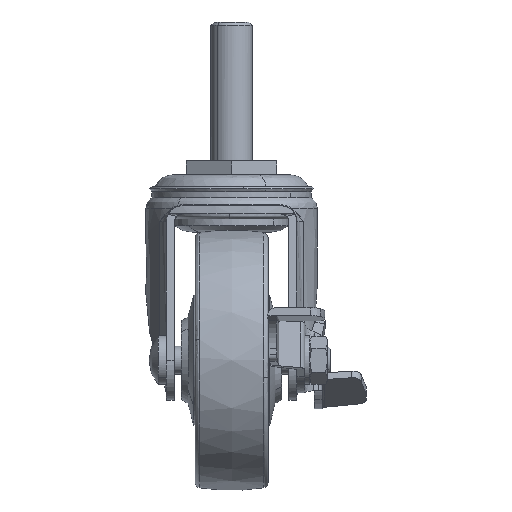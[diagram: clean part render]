
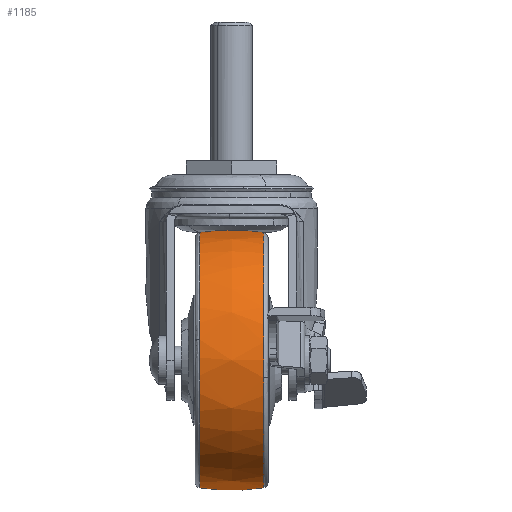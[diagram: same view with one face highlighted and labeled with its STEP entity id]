
A CAD part, left-side view. The second image highlights one B-rep face of the part: STEP entity #1185.
In plain terms, the highlighted free-form (B-spline) face has degree [2, 2] with [5, 5] control points.
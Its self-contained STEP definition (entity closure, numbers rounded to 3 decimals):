
#888=CARTESIAN_POINT('',(-61.435,-9.231,-58.569));
#889=VERTEX_POINT('',#888);
#900=CARTESIAN_POINT('',(-25.0,-9.231,-90.286));
#901=VERTEX_POINT('',#900);
#902=CARTESIAN_POINT('',(-61.435,-9.231,-58.569));
#903=CARTESIAN_POINT('',(-61.123,-9.231,-60.812));
#904=CARTESIAN_POINT('',(-60.304,-9.231,-64.3));
#905=CARTESIAN_POINT('',(-58.285,-9.231,-69.413));
#906=CARTESIAN_POINT('',(-55.609,-9.231,-74.225));
#907=CARTESIAN_POINT('',(-52.15,-9.231,-78.518));
#908=CARTESIAN_POINT('',(-48.167,-9.231,-82.206));
#909=CARTESIAN_POINT('',(-44.242,-9.231,-84.999));
#910=CARTESIAN_POINT('',(-40.146,-9.231,-87.109));
#911=CARTESIAN_POINT('',(-36.102,-9.231,-88.648));
#912=CARTESIAN_POINT('',(-31.244,-9.231,-89.912));
#913=CARTESIAN_POINT('',(-27.333,-9.231,-90.286));
#914=CARTESIAN_POINT('',(-25.0,-9.231,-90.286));
#915=B_SPLINE_CURVE_WITH_KNOTS('',3,(#902,#903,#904,#905,#906,#907,#908,#909,#910,#911,#912,#913,#914),.UNSPECIFIED.,.F.,.U.,(4,1,1,1,1,1,1,1,1,1,4),(0.,6.793,10.704,16.468,23.261,27.172,32.73,37.671,40.964,45.699,52.698),.UNSPECIFIED.);
#916=EDGE_CURVE('',#889,#901,#915,.T.);
#978=CARTESIAN_POINT('',(-25.0,-9.231,-16.714));
#979=VERTEX_POINT('',#978);
#997=CARTESIAN_POINT('',(-25.0,-9.231,-16.714));
#998=CARTESIAN_POINT('',(-27.456,-9.231,-16.714));
#999=CARTESIAN_POINT('',(-31.549,-9.231,-17.126));
#1000=CARTESIAN_POINT('',(-36.534,-9.231,-18.49));
#1001=CARTESIAN_POINT('',(-40.648,-9.231,-20.119));
#1002=CARTESIAN_POINT('',(-44.484,-9.231,-22.169));
#1003=CARTESIAN_POINT('',(-48.743,-9.231,-25.237));
#1004=CARTESIAN_POINT('',(-52.584,-9.231,-28.944));
#1005=CARTESIAN_POINT('',(-56.009,-9.231,-33.454));
#1006=CARTESIAN_POINT('',(-58.84,-9.231,-38.644));
#1007=CARTESIAN_POINT('',(-60.61,-9.231,-43.772));
#1008=CARTESIAN_POINT('',(-61.657,-9.231,-49.247));
#1009=CARTESIAN_POINT('',(-61.9,-9.231,-53.923));
#1010=CARTESIAN_POINT('',(-61.615,-9.231,-57.272));
#1011=CARTESIAN_POINT('',(-61.435,-9.231,-58.569));
#1012=B_SPLINE_CURVE_WITH_KNOTS('',3,(#997,#998,#999,#1000,#1001,#1002,#1003,#1004,#1005,#1006,#1007,#1008,#1009,#1010,#1011),.UNSPECIFIED.,.F.,.U.,(4,1,1,1,1,1,1,1,1,1,1,1,4),(0.,7.367,12.279,15.471,20.629,25.294,31.188,36.591,42.239,48.87,52.799,58.939,62.868),.UNSPECIFIED.);
#1013=EDGE_CURVE('',#979,#889,#1012,.T.);
#1052=CARTESIAN_POINT('',(-25.0,9.231,-90.286));
#1053=VERTEX_POINT('',#1052);
#1054=CARTESIAN_POINT('',(-25.0,-9.231,-90.286));
#1055=CARTESIAN_POINT('',(-25.0,-6.274,-90.746));
#1056=CARTESIAN_POINT('',(-25.,-0.098,-91.239));
#1057=CARTESIAN_POINT('',(-25.,6.083,-90.776));
#1058=CARTESIAN_POINT('',(-25.0,9.231,-90.286));
#1059=B_SPLINE_CURVE_WITH_KNOTS('',3,(#1054,#1055,#1056,#1057,#1058),.UNSPECIFIED.,.F.,.U.,(4,1,4),(0.,8.978,18.535),.UNSPECIFIED.);
#1060=EDGE_CURVE('',#901,#1053,#1059,.T.);
#1079=CARTESIAN_POINT('',(-25.0,9.231,-16.714));
#1080=VERTEX_POINT('',#1079);
#1098=CARTESIAN_POINT('',(-25.0,-9.231,-16.714));
#1099=CARTESIAN_POINT('',(-25.,-6.465,-16.284));
#1100=CARTESIAN_POINT('',(-25.,-0.293,-15.761));
#1101=CARTESIAN_POINT('',(-25.,5.892,-16.194));
#1102=CARTESIAN_POINT('',(-25.0,9.231,-16.714));
#1103=B_SPLINE_CURVE_WITH_KNOTS('',3,(#1098,#1099,#1100,#1101,#1102),.UNSPECIFIED.,.F.,.U.,(4,1,4),(0.,8.399,18.535),.UNSPECIFIED.);
#1104=EDGE_CURVE('',#979,#1080,#1103,.T.);
#1111=CARTESIAN_POINT('',(-25.,-10.164,-16.867));
#1112=CARTESIAN_POINT('',(-25.,-5.119,-16.));
#1113=CARTESIAN_POINT('',(-25.0,0.,-16.));
#1114=CARTESIAN_POINT('',(-25.,5.119,-16.));
#1115=CARTESIAN_POINT('',(-25.,10.164,-16.867));
#1116=CARTESIAN_POINT('',(-61.633,-10.164,-16.867));
#1117=CARTESIAN_POINT('',(-62.5,-5.119,-16.));
#1118=CARTESIAN_POINT('',(-62.5,0.,-16.));
#1119=CARTESIAN_POINT('',(-62.5,5.119,-16.));
#1120=CARTESIAN_POINT('',(-61.633,10.164,-16.867));
#1121=CARTESIAN_POINT('',(-61.633,-10.164,-53.5));
#1122=CARTESIAN_POINT('',(-62.5,-5.119,-53.5));
#1123=CARTESIAN_POINT('',(-62.5,0.,-53.5));
#1124=CARTESIAN_POINT('',(-62.5,5.119,-53.5));
#1125=CARTESIAN_POINT('',(-61.633,10.164,-53.5));
#1126=CARTESIAN_POINT('',(-61.633,-10.164,-90.133));
#1127=CARTESIAN_POINT('',(-62.5,-5.119,-91.));
#1128=CARTESIAN_POINT('',(-62.5,0.,-91.));
#1129=CARTESIAN_POINT('',(-62.5,5.119,-91.));
#1130=CARTESIAN_POINT('',(-61.633,10.164,-90.133));
#1131=CARTESIAN_POINT('',(-25.,-10.164,-90.133));
#1132=CARTESIAN_POINT('',(-25.,-5.119,-91.));
#1133=CARTESIAN_POINT('',(-25.0,0.,-91.));
#1134=CARTESIAN_POINT('',(-25.,5.119,-91.));
#1135=CARTESIAN_POINT('',(-25.,10.164,-90.133));
#1143=(BOUNDED_SURFACE()B_SPLINE_SURFACE(2,2,((#1111,#1116,#1121,#1126,#1131),(#1112,#1117,#1122,#1127,#1132),(#1113,#1118,#1123,#1128,#1133),(#1114,#1119,#1124,#1129,#1134),(#1115,#1120,#1125,#1130,#1135)),.UNSPECIFIED.,.F.,.F.,.U.)B_SPLINE_SURFACE_WITH_KNOTS((3,2,3),(3,2,3),(0.0,10.429,20.858),(0.0,62.132,124.264),.UNSPECIFIED.)GEOMETRIC_REPRESENTATION_ITEM()RATIONAL_B_SPLINE_SURFACE(((0.957,0.677,0.957,0.677,0.957),(0.975,0.689,0.975,0.689,0.975),(1.0,0.707,1.0,0.707,1.0),(0.975,0.689,0.975,0.689,0.975),(0.957,0.677,0.957,0.677,0.957)))REPRESENTATION_ITEM('')SURFACE());
#1144=ORIENTED_EDGE('',*,*,#1060,.F.);
#1145=ORIENTED_EDGE('',*,*,#916,.F.);
#1146=ORIENTED_EDGE('',*,*,#1013,.F.);
#1147=ORIENTED_EDGE('',*,*,#1104,.T.);
#1148=CARTESIAN_POINT('',(-61.296,9.231,-47.517));
#1149=VERTEX_POINT('',#1148);
#1150=CARTESIAN_POINT('',(-25.0,9.231,-16.714));
#1151=CARTESIAN_POINT('',(-27.157,9.231,-16.714));
#1152=CARTESIAN_POINT('',(-30.663,9.231,-17.024));
#1153=CARTESIAN_POINT('',(-35.789,9.231,-18.229));
#1154=CARTESIAN_POINT('',(-40.664,9.231,-20.049));
#1155=CARTESIAN_POINT('',(-45.967,9.231,-23.043));
#1156=CARTESIAN_POINT('',(-50.3,9.231,-26.62));
#1157=CARTESIAN_POINT('',(-53.933,9.231,-30.615));
#1158=CARTESIAN_POINT('',(-56.678,9.231,-34.554));
#1159=CARTESIAN_POINT('',(-59.56,9.231,-40.288));
#1160=CARTESIAN_POINT('',(-60.825,9.231,-44.657));
#1161=CARTESIAN_POINT('',(-61.296,9.231,-47.517));
#1162=B_SPLINE_CURVE_WITH_KNOTS('',3,(#1150,#1151,#1152,#1153,#1154,#1155,#1156,#1157,#1158,#1159,#1160,#1161),.UNSPECIFIED.,.F.,.U.,(4,1,1,1,1,1,1,1,1,4),(0.,6.472,10.516,15.775,22.044,28.718,32.561,38.223,43.077,51.773),.UNSPECIFIED.);
#1163=EDGE_CURVE('',#1080,#1149,#1162,.T.);
#1164=ORIENTED_EDGE('',*,*,#1163,.T.);
#1165=CARTESIAN_POINT('',(-61.296,9.231,-47.517));
#1166=CARTESIAN_POINT('',(-61.715,9.231,-50.058));
#1167=CARTESIAN_POINT('',(-61.973,9.231,-54.477));
#1168=CARTESIAN_POINT('',(-61.288,9.231,-60.1));
#1169=CARTESIAN_POINT('',(-60.192,9.231,-64.455));
#1170=CARTESIAN_POINT('',(-58.516,9.231,-68.98));
#1171=CARTESIAN_POINT('',(-56.275,9.231,-73.077));
#1172=CARTESIAN_POINT('',(-53.178,9.231,-77.301));
#1173=CARTESIAN_POINT('',(-49.569,9.231,-81.115));
#1174=CARTESIAN_POINT('',(-45.033,9.231,-84.517));
#1175=CARTESIAN_POINT('',(-40.784,9.231,-86.807));
#1176=CARTESIAN_POINT('',(-36.394,9.231,-88.593));
#1177=CARTESIAN_POINT('',(-31.23,9.231,-89.933));
#1178=CARTESIAN_POINT('',(-27.077,9.231,-90.286));
#1179=CARTESIAN_POINT('',(-25.0,9.231,-90.286));
#1180=B_SPLINE_CURVE_WITH_KNOTS('',3,(#1165,#1166,#1167,#1168,#1169,#1170,#1171,#1172,#1173,#1174,#1175,#1176,#1177,#1178,#1179),.UNSPECIFIED.,.F.,.U.,(4,1,1,1,1,1,1,1,1,1,1,1,4),(0.,7.725,13.207,16.945,21.181,27.66,30.899,36.88,43.359,47.844,51.333,57.563,63.792),.UNSPECIFIED.);
#1181=EDGE_CURVE('',#1149,#1053,#1180,.T.);
#1182=ORIENTED_EDGE('',*,*,#1181,.T.);
#1183=EDGE_LOOP('',(#1144,#1145,#1146,#1147,#1164,#1182));
#1184=FACE_OUTER_BOUND('',#1183,.T.);
#1185=ADVANCED_FACE('',(#1184),#1143,.T.);
